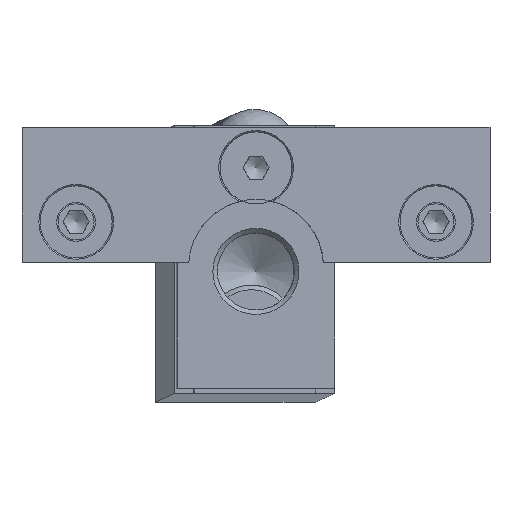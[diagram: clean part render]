
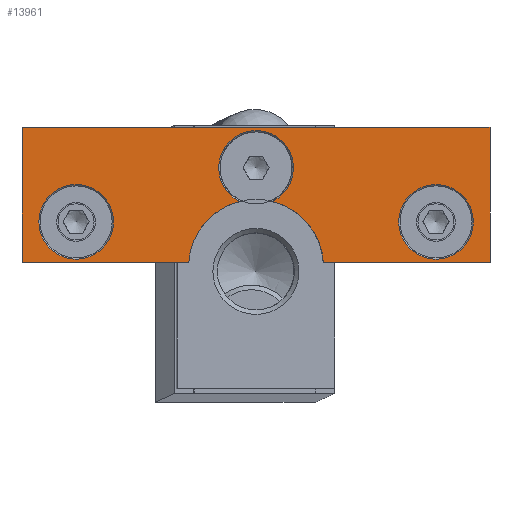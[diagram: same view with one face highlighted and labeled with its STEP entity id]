
A CAD part, top view. The second image highlights one B-rep face of the part: STEP entity #13961.
In plain terms, the highlighted planar face has unit normal (0.004, 0, 1).
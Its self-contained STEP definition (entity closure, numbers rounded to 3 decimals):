
#432=FACE_BOUND('',#3325,.T.);
#433=FACE_BOUND('',#3326,.T.);
#703=PLANE('',#15399);
#1092=LINE('',#24104,#1648);
#1093=LINE('',#24106,#1649);
#1094=LINE('',#24108,#1650);
#1095=LINE('',#24110,#1651);
#1096=LINE('',#24111,#1652);
#1648=VECTOR('',#18576,10.);
#1649=VECTOR('',#18577,10.);
#1650=VECTOR('',#18578,10.);
#1651=VECTOR('',#18579,10.);
#1652=VECTOR('',#18580,10.);
#2581=FACE_OUTER_BOUND('',#3324,.T.);
#3324=EDGE_LOOP('',(#10475,#10476,#10477,#10478,#10479,#10480,#10481,#10482));
#3325=EDGE_LOOP('',(#10483));
#3326=EDGE_LOOP('',(#10484));
#4447=CIRCLE('',#15366,7.5);
#4449=CIRCLE('',#15368,7.5);
#4463=CIRCLE('',#15398,4.15);
#4464=CIRCLE('',#15400,4.15);
#4465=CIRCLE('',#15401,4.15);
#5827=VERTEX_POINT('',#23969);
#5828=VERTEX_POINT('',#23974);
#5831=VERTEX_POINT('',#23980);
#5832=VERTEX_POINT('',#23982);
#5868=VERTEX_POINT('',#24098);
#5869=VERTEX_POINT('',#24103);
#5870=VERTEX_POINT('',#24105);
#5871=VERTEX_POINT('',#24107);
#5872=VERTEX_POINT('',#24109);
#5873=VERTEX_POINT('',#24112);
#7586=EDGE_CURVE('',#5828,#5827,#4447,.T.);
#7590=EDGE_CURVE('',#5832,#5831,#4449,.T.);
#7637=EDGE_CURVE('',#5868,#5868,#4463,.T.);
#7639=EDGE_CURVE('',#5832,#5827,#4464,.T.);
#7640=EDGE_CURVE('',#5831,#5869,#1092,.T.);
#7641=EDGE_CURVE('',#5869,#5870,#1093,.T.);
#7642=EDGE_CURVE('',#5870,#5871,#1094,.T.);
#7643=EDGE_CURVE('',#5871,#5872,#1095,.T.);
#7644=EDGE_CURVE('',#5872,#5828,#1096,.T.);
#7645=EDGE_CURVE('',#5873,#5873,#4465,.T.);
#10475=ORIENTED_EDGE('',*,*,#7639,.F.);
#10476=ORIENTED_EDGE('',*,*,#7590,.T.);
#10477=ORIENTED_EDGE('',*,*,#7640,.T.);
#10478=ORIENTED_EDGE('',*,*,#7641,.T.);
#10479=ORIENTED_EDGE('',*,*,#7642,.T.);
#10480=ORIENTED_EDGE('',*,*,#7643,.T.);
#10481=ORIENTED_EDGE('',*,*,#7644,.T.);
#10482=ORIENTED_EDGE('',*,*,#7586,.T.);
#10483=ORIENTED_EDGE('',*,*,#7645,.F.);
#10484=ORIENTED_EDGE('',*,*,#7637,.F.);
#13961=ADVANCED_FACE('',(#2581,#432,#433),#703,.T.);
#15366=AXIS2_PLACEMENT_3D('',#23975,#18478,#18479);
#15368=AXIS2_PLACEMENT_3D('',#23983,#18484,#18485);
#15398=AXIS2_PLACEMENT_3D('',#24099,#18569,#18570);
#15399=AXIS2_PLACEMENT_3D('',#24101,#18572,#18573);
#15400=AXIS2_PLACEMENT_3D('',#24102,#18574,#18575);
#15401=AXIS2_PLACEMENT_3D('',#24113,#18581,#18582);
#18478=DIRECTION('center_axis',(-0.004,0.,
-1.));
#18479=DIRECTION('ref_axis',(0.998,0.067,-0.004));
#18484=DIRECTION('center_axis',(-0.004,0.,
-1.));
#18485=DIRECTION('ref_axis',(0.998,0.067,-0.004));
#18569=DIRECTION('center_axis',(0.004,0.,
1.));
#18570=DIRECTION('ref_axis',(-1.,0.,0.004));
#18572=DIRECTION('center_axis',(0.004,0.,
1.));
#18573=DIRECTION('ref_axis',(1.,0.,-0.004));
#18574=DIRECTION('center_axis',(0.004,0.,
1.));
#18575=DIRECTION('ref_axis',(-1.,0.,0.004));
#18576=DIRECTION('',(1.,0.,-0.004));
#18577=DIRECTION('',(0.,1.,0.));
#18578=DIRECTION('',(-1.,0.,0.004));
#18579=DIRECTION('',(0.,-1.,0.));
#18580=DIRECTION('',(1.,0.,-0.004));
#18581=DIRECTION('center_axis',(0.004,0.,
1.));
#18582=DIRECTION('ref_axis',(-1.,0.,0.004));
#23969=CARTESIAN_POINT('',(-26.734,4.47,215.577));
#23974=CARTESIAN_POINT('',(-32.39,-2.304,215.598));
#23975=CARTESIAN_POINT('Origin',(-24.907,-2.804,215.57));
#23980=CARTESIAN_POINT('',(-17.424,-2.304,215.542));
#23982=CARTESIAN_POINT('',(-23.08,4.47,215.563));
#23983=CARTESIAN_POINT('Origin',(-24.907,-2.804,215.57));
#24098=CARTESIAN_POINT('',(-0.757,2.196,215.479));
#24099=CARTESIAN_POINT('Origin',(-4.907,2.196,215.494));
#24101=CARTESIAN_POINT('Origin',(-24.907,5.645,215.57));
#24102=CARTESIAN_POINT('Origin',(-24.907,8.196,215.57));
#24103=CARTESIAN_POINT('',(1.093,-2.304,215.472));
#24104=CARTESIAN_POINT('',(1.093,-2.304,215.472));
#24105=CARTESIAN_POINT('',(1.093,12.696,215.472));
#24106=CARTESIAN_POINT('',(1.093,12.696,215.472));
#24107=CARTESIAN_POINT('',(-50.907,12.696,215.668));
#24108=CARTESIAN_POINT('',(-50.907,12.696,215.668));
#24109=CARTESIAN_POINT('',(-50.907,-2.304,215.668));
#24110=CARTESIAN_POINT('',(-50.907,-2.304,215.668));
#24111=CARTESIAN_POINT('',(-32.39,-2.304,215.598));
#24112=CARTESIAN_POINT('',(-40.757,2.196,215.63));
#24113=CARTESIAN_POINT('Origin',(-44.907,2.196,215.646));
